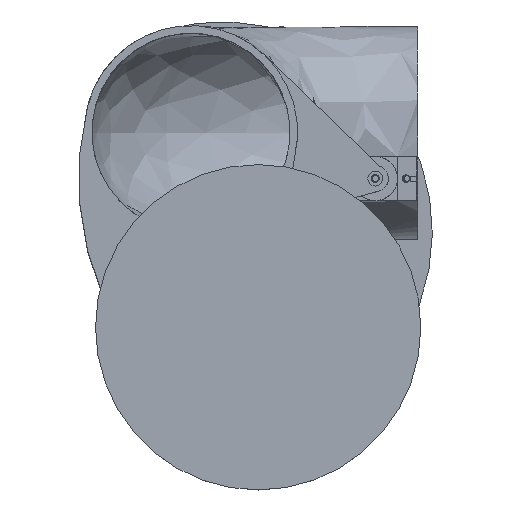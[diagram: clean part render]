
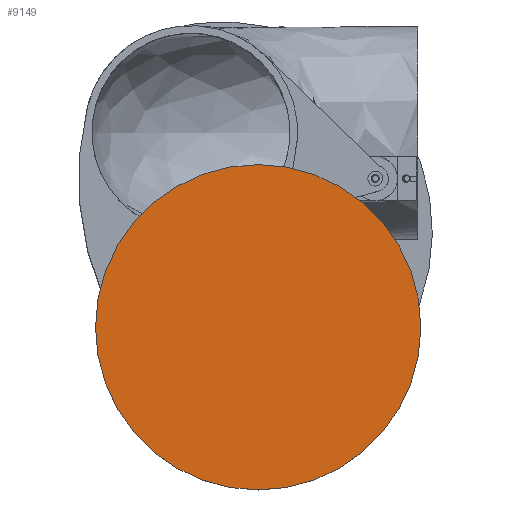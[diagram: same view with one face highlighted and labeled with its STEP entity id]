
A CAD part, top view. The second image highlights one B-rep face of the part: STEP entity #9149.
In plain terms, the highlighted planar face has unit normal (0, 0, 1).
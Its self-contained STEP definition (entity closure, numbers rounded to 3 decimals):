
#262=PLANE('',#9851);
#488=CIRCLE('',#9846,43.5);
#489=CIRCLE('',#9847,43.5);
#822=FACE_OUTER_BOUND('',#1353,.T.);
#1353=EDGE_LOOP('',(#6885,#6886));
#3717=VERTEX_POINT('',#23409);
#3718=VERTEX_POINT('',#23410);
#4855=EDGE_CURVE('',#3717,#3718,#488,.T.);
#4856=EDGE_CURVE('',#3718,#3717,#489,.T.);
#6885=ORIENTED_EDGE('',*,*,#4855,.T.);
#6886=ORIENTED_EDGE('',*,*,#4856,.T.);
#9149=ADVANCED_FACE('',(#822),#262,.T.);
#9846=AXIS2_PLACEMENT_3D('',#23411,#11148,#11149);
#9847=AXIS2_PLACEMENT_3D('',#23412,#11150,#11151);
#9851=AXIS2_PLACEMENT_3D('',#23419,#11159,#11160);
#11148=DIRECTION('center_axis',(0.,0.,1.));
#11149=DIRECTION('ref_axis',(1.,0.,0.));
#11150=DIRECTION('center_axis',(0.,0.,1.));
#11151=DIRECTION('ref_axis',(1.,0.,0.));
#11159=DIRECTION('center_axis',(0.,0.,1.));
#11160=DIRECTION('ref_axis',(1.,0.,0.));
#23409=CARTESIAN_POINT('',(43.5,0.,148.75));
#23410=CARTESIAN_POINT('',(-43.5,0.,148.75));
#23411=CARTESIAN_POINT('Origin',(0.,0.,148.75));
#23412=CARTESIAN_POINT('Origin',(0.,0.,148.75));
#23419=CARTESIAN_POINT('Origin',(0.,0.,148.75));
